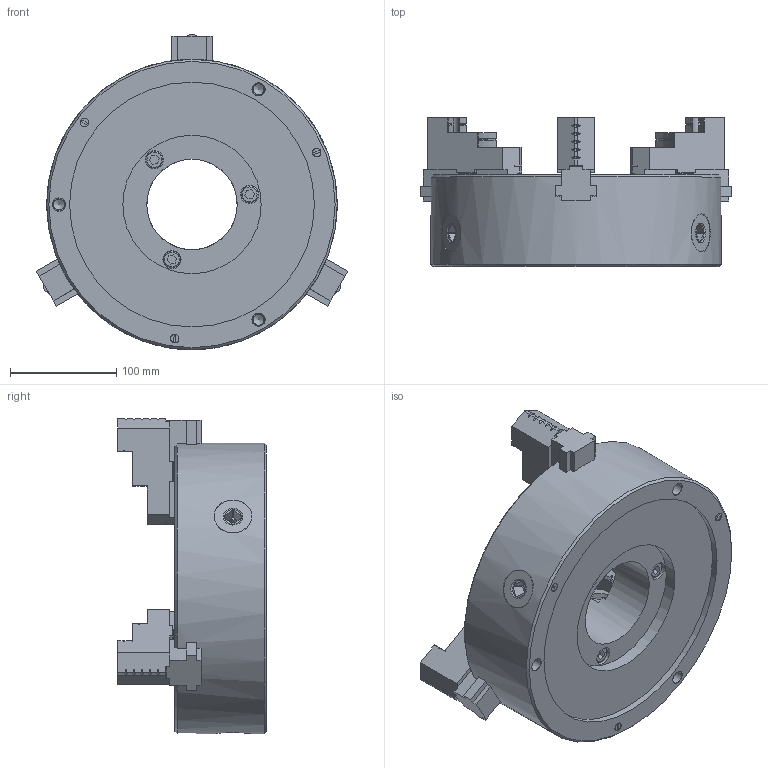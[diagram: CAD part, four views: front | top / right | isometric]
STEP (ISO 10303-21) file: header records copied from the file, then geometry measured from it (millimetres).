
FILE_DESCRIPTION( ( 'Unknown' ), '1' );
FILE_NAME( '61S209921_JN10T_External gripping.stp', 'Unknown', ( 'Unknown' ), ( 'Unknown' ), 'PSStep 16.0.42', 'Unknown', ' ' );
FILE_SCHEMA( ( 'AUTOMOTIVE_DESIGN { 1 0 10303 214 1 1 1 1 }' ) );
Length unit declared in the file: millimetre
Products named in the file (1): 1
Bounding box: 292.66 x 140 x 296.5 mm (x, y, z)
Volume: 4539431.2 mm3; surface area: 302362.5 mm2
Topology: 1 solids, 1 shells, 585 faces, 1675 edges, 1090 vertices
Faces by surface type: plane 375, cylinder 107, cone 76, torus 25, sphere 2
Full cylindrical faces by diameter (mm): 8 x3, 10.2 x3, 11.8 x3, 12 x3, 15 x1, 16 x3, 17 x3, 18 x6, 19 x6, 35.5 x3, 85 x1, 130 x1, 230 x1, 273 x1
Entity records: 24116 total; most frequent: CARTESIAN_POINT 4684, ORIENTED_EDGE 3176, DIRECTION 2818, EDGE_CURVE 1588, VERTEX_POINT 1073, LINE 1032, VECTOR 1032, AXIS2_PLACEMENT_3D 893
